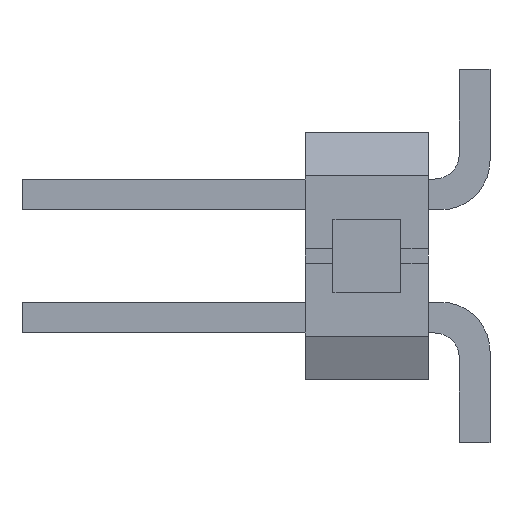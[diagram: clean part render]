
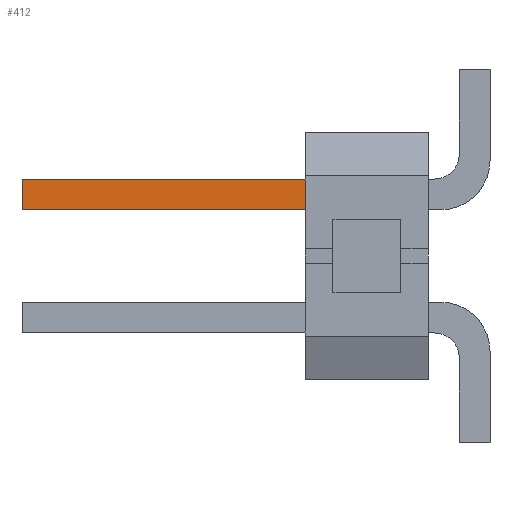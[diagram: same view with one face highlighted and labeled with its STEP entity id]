
A CAD part, left-side view. The second image highlights one B-rep face of the part: STEP entity #412.
In plain terms, the highlighted planar face has unit normal (-1, 0, 0).
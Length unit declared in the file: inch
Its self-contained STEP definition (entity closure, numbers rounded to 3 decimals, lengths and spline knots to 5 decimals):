
#412 = ADVANCED_FACE( '', ( #1137 ), #1138, .F. );
#1137 = FACE_OUTER_BOUND( '', #2203, .T. );
#1138 = PLANE( '', #2204 );
#2203 = EDGE_LOOP( '', ( #3262, #3263, #3264, #3265 ) );
#2204 = AXIS2_PLACEMENT_3D( '', #3266, #3267, #3268 );
#3262 = ORIENTED_EDGE( '', *, *, #6676, .F. );
#3263 = ORIENTED_EDGE( '', *, *, #6677, .T. );
#3264 = ORIENTED_EDGE( '', *, *, #6678, .F. );
#3265 = ORIENTED_EDGE( '', *, *, #6679, .F. );
#3266 = CARTESIAN_POINT( '', ( -0.2125, 0.04, 0.0275 ) );
#3267 = DIRECTION( '', ( 1., 0., 0. ) );
#3268 = DIRECTION( '', ( 0., 0., -1. ) );
#6676 = EDGE_CURVE( '', #8044, #8045, #8046, .T. );
#6677 = EDGE_CURVE( '', #8044, #8047, #8048, .T. );
#6678 = EDGE_CURVE( '', #8049, #8047, #8050, .T. );
#6679 = EDGE_CURVE( '', #8045, #8049, #8051, .T. );
#8044 = VERTEX_POINT( '', #10092 );
#8045 = VERTEX_POINT( '', #10093 );
#8046 = LINE( '', #10094, #10095 );
#8047 = VERTEX_POINT( '', #10096 );
#8048 = LINE( '', #10097, #10098 );
#8049 = VERTEX_POINT( '', #10099 );
#8050 = LINE( '', #10100, #10101 );
#8051 = LINE( '', #10102, #10103 );
#10092 = CARTESIAN_POINT( '', ( -0.2125, 0.105, -0.0125 ) );
#10093 = CARTESIAN_POINT( '', ( -0.2125, 0.38, -0.0125 ) );
#10094 = CARTESIAN_POINT( '', ( -0.2125, 0.04, -0.0125 ) );
#10095 = VECTOR( '', #13106, 39.37008 );
#10096 = CARTESIAN_POINT( '', ( -0.2125, 0.105, 0.0125 ) );
#10097 = CARTESIAN_POINT( '', ( -0.2125, 0.105, 0.0275 ) );
#10098 = VECTOR( '', #13107, 39.37008 );
#10099 = CARTESIAN_POINT( '', ( -0.2125, 0.38, 0.0125 ) );
#10100 = CARTESIAN_POINT( '', ( -0.2125, 0.38, 0.0125 ) );
#10101 = VECTOR( '', #13108, 39.37008 );
#10102 = CARTESIAN_POINT( '', ( -0.2125, 0.38, -0.0125 ) );
#10103 = VECTOR( '', #13109, 39.37008 );
#13106 = DIRECTION( '', ( 0., 1., 0. ) );
#13107 = DIRECTION( '', ( 0., 0., 1. ) );
#13108 = DIRECTION( '', ( 0., -1., 0. ) );
#13109 = DIRECTION( '', ( 0., 0., 1. ) );
